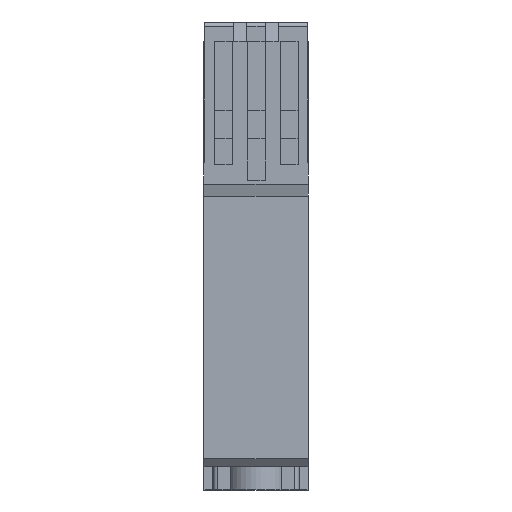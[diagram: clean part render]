
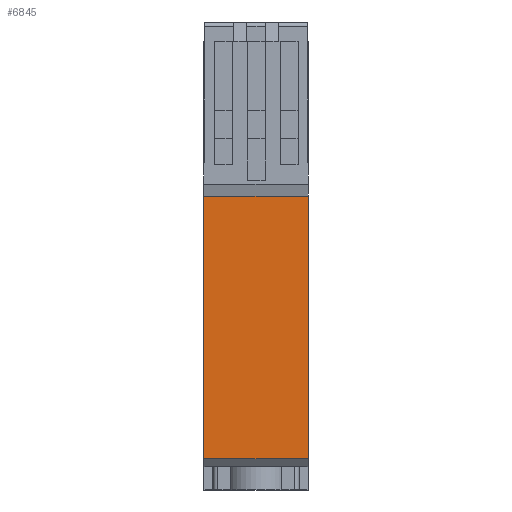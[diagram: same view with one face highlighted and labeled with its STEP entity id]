
A CAD part, front view. The second image highlights one B-rep face of the part: STEP entity #6845.
In plain terms, the highlighted planar face has unit normal (0, -1, 0).
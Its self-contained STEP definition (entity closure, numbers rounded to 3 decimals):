
#41=DIRECTION('',(0.,0.,-1.));
#42=VECTOR('',#41,56.722);
#43=CARTESIAN_POINT('',(11.003,-38.625,63.517));
#44=LINE('',#43,#42);
#412=DIRECTION('',(-1.,0.,0.));
#413=VECTOR('',#412,22.5);
#414=CARTESIAN_POINT('',(11.003,-38.625,6.795));
#415=LINE('',#414,#413);
#644=DIRECTION('',(0.,0.,1.));
#645=VECTOR('',#644,56.722);
#646=CARTESIAN_POINT('',(-11.497,-38.625,6.795));
#647=LINE('',#646,#645);
#2264=DIRECTION('',(1.,0.,0.));
#2265=VECTOR('',#2264,22.5);
#2266=CARTESIAN_POINT('',(-11.497,-38.625,
63.517));
#2267=LINE('',#2266,#2265);
#3062=CARTESIAN_POINT('',(-11.497,-38.625,
6.795));
#3064=VERTEX_POINT('',#3062);
#3091=CARTESIAN_POINT('',(-11.497,-38.625,
63.517));
#3092=VERTEX_POINT('',#3091);
#3095=CARTESIAN_POINT('',(11.003,-38.625,6.795));
#3096=VERTEX_POINT('',#3095);
#3139=CARTESIAN_POINT('',(11.003,-38.625,63.517));
#3140=VERTEX_POINT('',#3139);
#6834=CARTESIAN_POINT('',(12.128,-38.625,66.353));
#6835=DIRECTION('',(0.,1.,0.));
#6836=DIRECTION('',(0.,0.,-1.));
#6837=AXIS2_PLACEMENT_3D('',#6834,#6835,#6836);
#6838=PLANE('',#6837);
#6839=ORIENTED_EDGE('',*,*,#3954,.T.);
#6840=ORIENTED_EDGE('',*,*,#4340,.T.);
#6841=ORIENTED_EDGE('',*,*,#4579,.T.);
#6842=ORIENTED_EDGE('',*,*,#6828,.T.);
#6843=EDGE_LOOP('',(#6839,#6840,#6841,#6842));
#6844=FACE_OUTER_BOUND('',#6843,.F.);
#6845=ADVANCED_FACE('',(#6844),#6838,.F.);
#3954=EDGE_CURVE('',#3140,#3096,#44,.T.);
#4340=EDGE_CURVE('',#3096,#3064,#415,.T.);
#4579=EDGE_CURVE('',#3064,#3092,#647,.T.);
#6828=EDGE_CURVE('',#3092,#3140,#2267,.T.);
